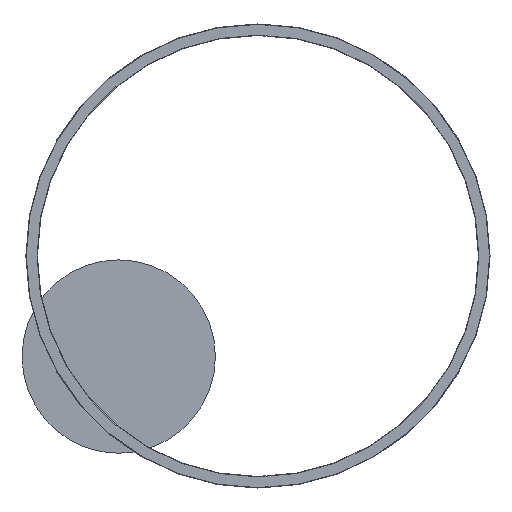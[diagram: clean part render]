
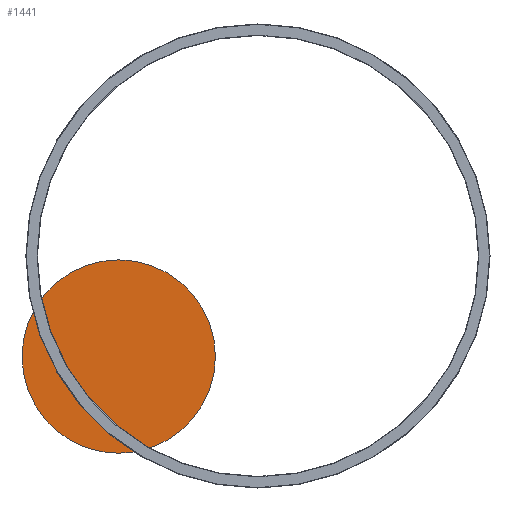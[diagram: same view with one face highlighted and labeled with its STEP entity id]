
A CAD part, front view. The second image highlights one B-rep face of the part: STEP entity #1441.
In plain terms, the highlighted planar face has unit normal (0, -1, 0).
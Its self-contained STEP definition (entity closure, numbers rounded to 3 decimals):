
#40=CARTESIAN_POINT('',(0.,0.,0.));
#41=DIRECTION('',(0.,-1.,0.));
#42=DIRECTION('',(-1.,0.,0.));
#43=AXIS2_PLACEMENT_3D('',#40,#41,#42);
#45=CARTESIAN_POINT('',(0.,0.,0.));
#46=DIRECTION('',(0.,1.,0.));
#47=DIRECTION('',(-1.,0.,0.));
#48=AXIS2_PLACEMENT_3D('',#45,#46,#47);
#1167=CARTESIAN_POINT('',(-125.,0.,0.));
#1169=VERTEX_POINT('',#1167);
#1171=CARTESIAN_POINT('',(125.,0.,0.));
#1173=VERTEX_POINT('',#1171);
#1432=CARTESIAN_POINT('',(0.,0.,0.));
#1433=DIRECTION('',(0.,1.,0.));
#1434=DIRECTION('',(1.,0.,0.));
#1435=AXIS2_PLACEMENT_3D('',#1432,#1433,#1434);
#1436=PLANE('',#1435);
#1437=ORIENTED_EDGE('',*,*,#1411,.F.);
#1438=ORIENTED_EDGE('',*,*,#1427,.T.);
#1439=EDGE_LOOP('',(#1437,#1438));
#1440=FACE_OUTER_BOUND('',#1439,.F.);
#1441=ADVANCED_FACE('',(#1440),#1436,.F.);
#44=CIRCLE('',#43,125.);
#49=CIRCLE('',#48,125.);
#1411=EDGE_CURVE('',#1169,#1173,#44,.T.);
#1427=EDGE_CURVE('',#1169,#1173,#49,.T.);
